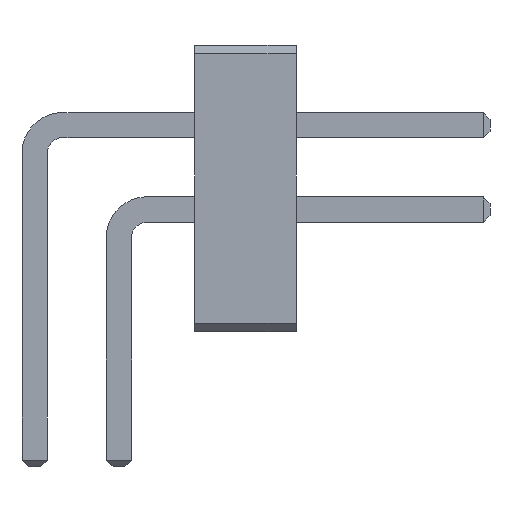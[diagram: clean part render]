
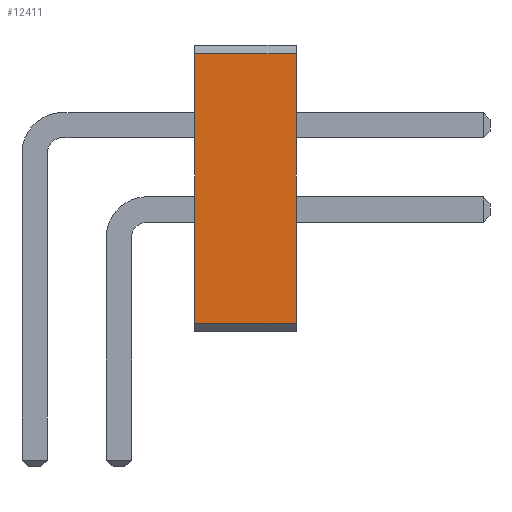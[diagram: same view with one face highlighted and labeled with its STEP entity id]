
A CAD part, front view. The second image highlights one B-rep face of the part: STEP entity #12411.
In plain terms, the highlighted planar face has unit normal (0, -1, 0).
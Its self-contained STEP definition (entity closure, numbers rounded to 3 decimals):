
#959 = VERTEX_POINT('',#960);
#960 = CARTESIAN_POINT('',(3.1,-36.5,2.7));
#966 = EDGE_CURVE('',#967,#959,#969,.T.);
#967 = VERTEX_POINT('',#968);
#968 = CARTESIAN_POINT('',(3.1,-36.5,-0.5));
#969 = LINE('',#970,#971);
#970 = CARTESIAN_POINT('',(3.1,-36.5,-0.6));
#971 = VECTOR('',#972,1.);
#972 = DIRECTION('',(0.,0.,1.));
#5291 = VERTEX_POINT('',#5292);
#5292 = CARTESIAN_POINT('',(1.9,-36.5,-0.5));
#5298 = EDGE_CURVE('',#5291,#5299,#5301,.T.);
#5299 = VERTEX_POINT('',#5300);
#5300 = CARTESIAN_POINT('',(1.9,-36.5,2.7));
#5301 = LINE('',#5302,#5303);
#5302 = CARTESIAN_POINT('',(1.9,-36.5,-0.6));
#5303 = VECTOR('',#5304,1.);
#5304 = DIRECTION('',(0.,0.,1.));
#12401 = EDGE_CURVE('',#967,#5291,#12402,.T.);
#12402 = LINE('',#12403,#12404);
#12403 = CARTESIAN_POINT('',(3.1,-36.5,-0.5));
#12404 = VECTOR('',#12405,1.);
#12405 = DIRECTION('',(-1.,0.,0.));
#12411 = ADVANCED_FACE('',(#12412),#12423,.F.);
#12412 = FACE_BOUND('',#12413,.F.);
#12413 = EDGE_LOOP('',(#12414,#12415,#12416,#12417));
#12414 = ORIENTED_EDGE('',*,*,#966,.F.);
#12415 = ORIENTED_EDGE('',*,*,#12401,.T.);
#12416 = ORIENTED_EDGE('',*,*,#5298,.T.);
#12417 = ORIENTED_EDGE('',*,*,#12418,.F.);
#12418 = EDGE_CURVE('',#959,#5299,#12419,.T.);
#12419 = LINE('',#12420,#12421);
#12420 = CARTESIAN_POINT('',(3.1,-36.5,2.7));
#12421 = VECTOR('',#12422,1.);
#12422 = DIRECTION('',(-1.,0.,0.));
#12423 = PLANE('',#12424);
#12424 = AXIS2_PLACEMENT_3D('',#12425,#12426,#12427);
#12425 = CARTESIAN_POINT('',(3.1,-36.5,-0.6));
#12426 = DIRECTION('',(0.,1.,0.));
#12427 = DIRECTION('',(0.,0.,1.));
